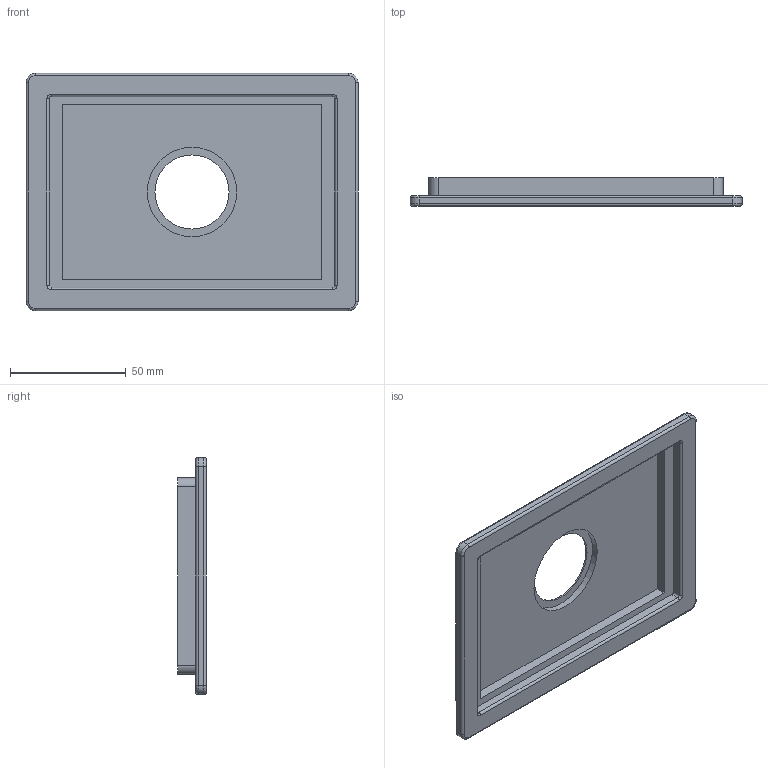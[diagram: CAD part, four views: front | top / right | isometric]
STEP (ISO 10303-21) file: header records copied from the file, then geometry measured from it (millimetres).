
FILE_DESCRIPTION(/* description */ (''),/* implementation_level */ '2;1');
FILE_NAME(/* name */ '35mm_holder_Elissa v6.step',/* time_stamp */ '2022-03-22T10:17:26+01:00',/* author */ (''),/* organization */ (''),/* preprocessor_version */ 'ST-DEVELOPER v18.1',/* originating_system */ 'Autodesk Translation Framework v10.13.0.1454',/* authorisation */ '');
FILE_SCHEMA (('AUTOMOTIVE_DESIGN { 1 0 10303 214 3 1 1 }'));
Length unit declared in the file: millimetre
Products named in the file (1): 35mm_holder_Elissa
Bounding box: 143.4 x 12.32 x 102.45 mm (x, y, z)
Volume: 64449.7 mm3; surface area: 36453.5 mm2
Topology: 1 solids, 1 shells, 60 faces, 138 edges, 84 vertices
Faces by surface type: cylinder 26, plane 22, torus 12
Full cylindrical faces by diameter (mm): 32 x1, 38.6 x1
Entity records: 1731 total; most frequent: DIRECTION 324, CARTESIAN_POINT 283, ORIENTED_EDGE 276, EDGE_CURVE 138, AXIS2_PLACEMENT_3D 125, VERTEX_POINT 84, LINE 74, VECTOR 74
